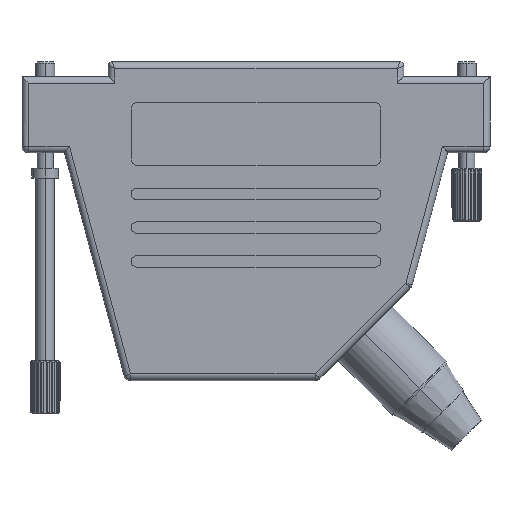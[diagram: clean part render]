
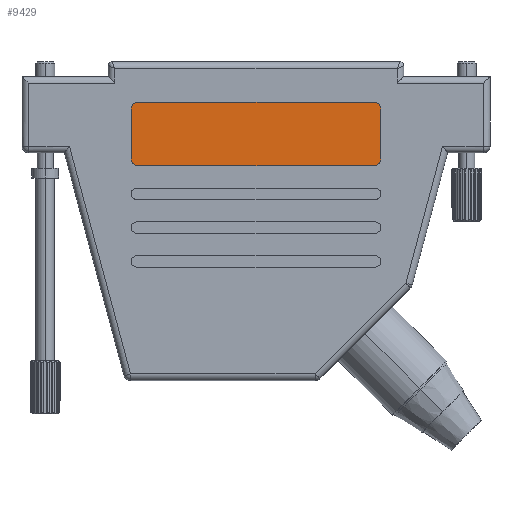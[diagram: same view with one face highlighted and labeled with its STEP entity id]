
A CAD part, front view. The second image highlights one B-rep face of the part: STEP entity #9429.
In plain terms, the highlighted planar face has unit normal (0, -1, 0).
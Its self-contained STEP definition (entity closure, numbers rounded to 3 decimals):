
#1573 = ORIENTED_EDGE ( 'NONE', *, *, #34319, .T. ) ;
#1871 = VERTEX_POINT ( 'NONE', #13387 ) ;
#3023 = CARTESIAN_POINT ( 'NONE',  ( 17.8, -7.25, -6.1 ) ) ;
#3024 = CARTESIAN_POINT ( 'NONE',  ( 17.8, -7.25, -7.1 ) ) ;
#5116 = CARTESIAN_POINT ( 'NONE',  ( -17.8, -7.25, -7.1 ) ) ;
#6272 = CARTESIAN_POINT ( 'NONE',  ( 17.8, -7.25, -6.1 ) ) ;
#6686 = LINE ( 'NONE', #25071, #28412 ) ;
#6925 = LINE ( 'NONE', #16248, #24851 ) ;
#7360 = AXIS2_PLACEMENT_3D ( 'NONE', #3024, #15641, #9015 ) ;
#7493 = ORIENTED_EDGE ( 'NONE', *, *, #16544, .T. ) ;
#7853 = VERTEX_POINT ( 'NONE', #37693 ) ;
#7858 = CARTESIAN_POINT ( 'NONE',  ( -17.8, -7.25, -6.1 ) ) ;
#8908 = EDGE_CURVE ( 'NONE', #40395, #1871, #31489, .T. ) ;
#8923 = CIRCLE ( 'NONE', #14218, 1. ) ;
#9015 = DIRECTION ( 'NONE',  ( 0., 0., 1. ) ) ;
#9429 = ADVANCED_FACE ( 'NONE', ( #18324 ), #27611, .F. ) ;
#9621 = DIRECTION ( 'NONE',  ( 1., 0., 0. ) ) ;
#9655 = ORIENTED_EDGE ( 'NONE', *, *, #37926, .T. ) ;
#11136 = ORIENTED_EDGE ( 'NONE', *, *, #12892, .T. ) ;
#12115 = DIRECTION ( 'NONE',  ( 0., 0., 1. ) ) ;
#12892 = EDGE_CURVE ( 'NONE', #1871, #36860, #21947, .T. ) ;
#13387 = CARTESIAN_POINT ( 'NONE',  ( -18.8, -7.25, -14.6 ) ) ;
#13747 = CARTESIAN_POINT ( 'NONE',  ( 18.8, -7.25, -7.1 ) ) ;
#14076 = EDGE_CURVE ( 'NONE', #7853, #31286, #29937, .T. ) ;
#14218 = AXIS2_PLACEMENT_3D ( 'NONE', #5116, #36740, #21203 ) ;
#15641 = DIRECTION ( 'NONE',  ( 0., 1., 0. ) ) ;
#16248 = CARTESIAN_POINT ( 'NONE',  ( 17.8, -7.25, -15.6 ) ) ;
#16544 = EDGE_CURVE ( 'NONE', #40031, #40395, #8923, .T. ) ;
#16742 = DIRECTION ( 'NONE',  ( 0., -1., 0. ) ) ;
#17996 = ORIENTED_EDGE ( 'NONE', *, *, #30109, .T. ) ;
#18324 = FACE_OUTER_BOUND ( 'NONE', #23366, .T. ) ;
#18708 = CARTESIAN_POINT ( 'NONE',  ( 17.8, -7.25, -14.6 ) ) ;
#18991 = CARTESIAN_POINT ( 'NONE',  ( -18.8, -7.25, -7.1 ) ) ;
#19013 = CARTESIAN_POINT ( 'NONE',  ( -17.8, -7.25, -14.6 ) ) ;
#19494 = DIRECTION ( 'NONE',  ( 0., 0., 1. ) ) ;
#21203 = DIRECTION ( 'NONE',  ( 0., 0., 1. ) ) ;
#21591 = DIRECTION ( 'NONE',  ( 0., -1., 0. ) ) ;
#21732 = VECTOR ( 'NONE', #31501, 1000. ) ;
#21947 = CIRCLE ( 'NONE', #22614, 1. ) ;
#22584 = CARTESIAN_POINT ( 'NONE',  ( -18.8, -7.25, -7.1 ) ) ;
#22614 = AXIS2_PLACEMENT_3D ( 'NONE', #19013, #16742, #31624 ) ;
#23316 = AXIS2_PLACEMENT_3D ( 'NONE', #18708, #21591, #12115 ) ;
#23366 = EDGE_LOOP ( 'NONE', ( #24126, #1573, #7493, #34269, #11136, #17996, #39775, #9655 ) ) ;
#23947 = CARTESIAN_POINT ( 'NONE',  ( 17.8, -7.25, -7.1 ) ) ;
#24126 = ORIENTED_EDGE ( 'NONE', *, *, #31563, .T. ) ;
#24851 = VECTOR ( 'NONE', #9621, 1000. ) ;
#25071 = CARTESIAN_POINT ( 'NONE',  ( 18.8, -7.25, -7.1 ) ) ;
#25077 = LINE ( 'NONE', #6272, #21732 ) ;
#27611 = PLANE ( 'NONE',  #7360 ) ;
#28412 = VECTOR ( 'NONE', #19494, 1000. ) ;
#28930 = CIRCLE ( 'NONE', #38807, 1. ) ;
#29063 = VERTEX_POINT ( 'NONE', #13747 ) ;
#29937 = CIRCLE ( 'NONE', #23316, 1. ) ;
#30109 = EDGE_CURVE ( 'NONE', #36860, #7853, #6925, .T. ) ;
#31286 = VERTEX_POINT ( 'NONE', #35766 ) ;
#31489 = LINE ( 'NONE', #22584, #31772 ) ;
#31501 = DIRECTION ( 'NONE',  ( -1., 0., 0. ) ) ;
#31563 = EDGE_CURVE ( 'NONE', #29063, #37255, #28930, .T. ) ;
#31624 = DIRECTION ( 'NONE',  ( 0., 0., 1. ) ) ;
#31772 = VECTOR ( 'NONE', #35214, 1000. ) ;
#33477 = DIRECTION ( 'NONE',  ( 0., 0., 1. ) ) ;
#34269 = ORIENTED_EDGE ( 'NONE', *, *, #8908, .T. ) ;
#34319 = EDGE_CURVE ( 'NONE', #37255, #40031, #25077, .T. ) ;
#35214 = DIRECTION ( 'NONE',  ( 0., 0., -1. ) ) ;
#35766 = CARTESIAN_POINT ( 'NONE',  ( 18.8, -7.25, -14.6 ) ) ;
#36565 = DIRECTION ( 'NONE',  ( 0., -1., 0. ) ) ;
#36740 = DIRECTION ( 'NONE',  ( 0., -1., 0. ) ) ;
#36819 = CARTESIAN_POINT ( 'NONE',  ( -17.8, -7.25, -15.6 ) ) ;
#36860 = VERTEX_POINT ( 'NONE', #36819 ) ;
#37255 = VERTEX_POINT ( 'NONE', #3023 ) ;
#37693 = CARTESIAN_POINT ( 'NONE',  ( 17.8, -7.25, -15.6 ) ) ;
#37926 = EDGE_CURVE ( 'NONE', #31286, #29063, #6686, .T. ) ;
#38807 = AXIS2_PLACEMENT_3D ( 'NONE', #23947, #36565, #33477 ) ;
#39775 = ORIENTED_EDGE ( 'NONE', *, *, #14076, .T. ) ;
#40031 = VERTEX_POINT ( 'NONE', #7858 ) ;
#40395 = VERTEX_POINT ( 'NONE', #18991 ) ;
